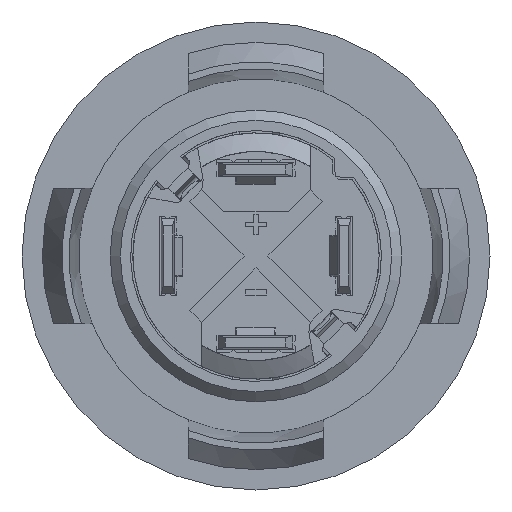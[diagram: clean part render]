
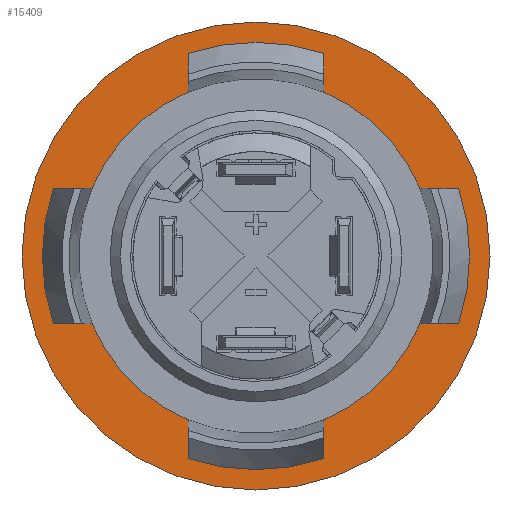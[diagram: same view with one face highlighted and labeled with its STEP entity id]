
A CAD part, front view. The second image highlights one B-rep face of the part: STEP entity #15409.
In plain terms, the highlighted planar face has unit normal (0, -1, 0).
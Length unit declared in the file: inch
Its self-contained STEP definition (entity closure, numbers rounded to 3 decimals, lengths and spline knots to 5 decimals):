
#355=FACE_BOUND('',#5084,.T.);
#682=LINE('',#23802,#2247);
#683=LINE('',#23805,#2248);
#684=LINE('',#23807,#2249);
#685=LINE('',#23810,#2250);
#686=LINE('',#23812,#2251);
#687=LINE('',#23816,#2252);
#688=LINE('',#23820,#2253);
#689=LINE('',#23823,#2254);
#2247=VECTOR('',#18444,0.0307);
#2248=VECTOR('',#18447,0.0307);
#2249=VECTOR('',#18448,0.0307);
#2250=VECTOR('',#18451,0.0307);
#2251=VECTOR('',#18452,0.0307);
#2252=VECTOR('',#18455,0.0307);
#2253=VECTOR('',#18458,0.0307);
#2254=VECTOR('',#18461,0.0307);
#3605=PLANE('',#16437);
#4284=FACE_OUTER_BOUND('',#5083,.T.);
#5083=EDGE_LOOP('',(#10847));
#5084=EDGE_LOOP('',(#10848,#10849,#10850,#10851,#10852,#10853,#10854,#10855,
#10856,#10857,#10858,#10859,#10860,#10861,#10862,#10863));
#5927=CIRCLE('',#16372,0.29);
#5936=CIRCLE('',#16387,0.29);
#5944=CIRCLE('',#16401,0.29);
#5972=CIRCLE('',#16438,0.345);
#5973=CIRCLE('',#16439,0.2614);
#5974=CIRCLE('',#16440,0.2614);
#5975=CIRCLE('',#16441,0.2614);
#5976=CIRCLE('',#16442,0.29);
#5977=CIRCLE('',#16443,0.2614);
#6586=VERTEX_POINT('',#23588);
#6587=VERTEX_POINT('',#23590);
#6600=VERTEX_POINT('',#23641);
#6601=VERTEX_POINT('',#23643);
#6614=VERTEX_POINT('',#23694);
#6615=VERTEX_POINT('',#23696);
#6657=VERTEX_POINT('',#23799);
#6658=VERTEX_POINT('',#23801);
#6659=VERTEX_POINT('',#23803);
#6660=VERTEX_POINT('',#23806);
#6661=VERTEX_POINT('',#23808);
#6662=VERTEX_POINT('',#23811);
#6663=VERTEX_POINT('',#23813);
#6664=VERTEX_POINT('',#23815);
#6665=VERTEX_POINT('',#23817);
#6666=VERTEX_POINT('',#23819);
#6667=VERTEX_POINT('',#23821);
#8160=EDGE_CURVE('',#6587,#6586,#5927,.T.);
#8179=EDGE_CURVE('',#6601,#6600,#5936,.T.);
#8197=EDGE_CURVE('',#6614,#6615,#5944,.T.);
#8249=EDGE_CURVE('',#6657,#6657,#5972,.F.);
#8250=EDGE_CURVE('',#6658,#6614,#682,.T.);
#8251=EDGE_CURVE('',#6659,#6658,#5973,.T.);
#8252=EDGE_CURVE('',#6586,#6659,#683,.T.);
#8253=EDGE_CURVE('',#6660,#6587,#684,.T.);
#8254=EDGE_CURVE('',#6661,#6660,#5974,.T.);
#8255=EDGE_CURVE('',#6600,#6661,#685,.T.);
#8256=EDGE_CURVE('',#6662,#6601,#686,.T.);
#8257=EDGE_CURVE('',#6663,#6662,#5975,.T.);
#8258=EDGE_CURVE('',#6664,#6663,#687,.T.);
#8259=EDGE_CURVE('',#6665,#6664,#5976,.T.);
#8260=EDGE_CURVE('',#6666,#6665,#688,.T.);
#8261=EDGE_CURVE('',#6667,#6666,#5977,.T.);
#8262=EDGE_CURVE('',#6615,#6667,#689,.T.);
#10847=ORIENTED_EDGE('',*,*,#8249,.F.);
#10848=ORIENTED_EDGE('',*,*,#8197,.F.);
#10849=ORIENTED_EDGE('',*,*,#8250,.F.);
#10850=ORIENTED_EDGE('',*,*,#8251,.F.);
#10851=ORIENTED_EDGE('',*,*,#8252,.F.);
#10852=ORIENTED_EDGE('',*,*,#8160,.F.);
#10853=ORIENTED_EDGE('',*,*,#8253,.F.);
#10854=ORIENTED_EDGE('',*,*,#8254,.F.);
#10855=ORIENTED_EDGE('',*,*,#8255,.F.);
#10856=ORIENTED_EDGE('',*,*,#8179,.F.);
#10857=ORIENTED_EDGE('',*,*,#8256,.F.);
#10858=ORIENTED_EDGE('',*,*,#8257,.F.);
#10859=ORIENTED_EDGE('',*,*,#8258,.F.);
#10860=ORIENTED_EDGE('',*,*,#8259,.F.);
#10861=ORIENTED_EDGE('',*,*,#8260,.F.);
#10862=ORIENTED_EDGE('',*,*,#8261,.F.);
#10863=ORIENTED_EDGE('',*,*,#8262,.F.);
#15409=ADVANCED_FACE('',(#4284,#355),#3605,.T.);
#16372=AXIS2_PLACEMENT_3D('',#23592,#18278,#18279);
#16387=AXIS2_PLACEMENT_3D('',#23645,#18312,#18313);
#16401=AXIS2_PLACEMENT_3D('',#23697,#18344,#18345);
#16437=AXIS2_PLACEMENT_3D('',#23798,#18440,#18441);
#16438=AXIS2_PLACEMENT_3D('',#23800,#18442,#18443);
#16439=AXIS2_PLACEMENT_3D('',#23804,#18445,#18446);
#16440=AXIS2_PLACEMENT_3D('',#23809,#18449,#18450);
#16441=AXIS2_PLACEMENT_3D('',#23814,#18453,#18454);
#16442=AXIS2_PLACEMENT_3D('',#23818,#18456,#18457);
#16443=AXIS2_PLACEMENT_3D('',#23822,#18459,#18460);
#18278=DIRECTION('center_axis',(0.,-1.,0.));
#18279=DIRECTION('ref_axis',(1.,0.,0.));
#18312=DIRECTION('center_axis',(0.,-1.,0.));
#18313=DIRECTION('ref_axis',(1.,0.,0.));
#18344=DIRECTION('center_axis',(0.,-1.,0.));
#18345=DIRECTION('ref_axis',(1.,0.,0.));
#18440=DIRECTION('center_axis',(0.,-1.,0.));
#18441=DIRECTION('ref_axis',(0.,0.,-1.));
#18442=DIRECTION('center_axis',(0.,-1.,0.));
#18443=DIRECTION('ref_axis',(1.,0.,0.));
#18444=DIRECTION('',(1.,0.,0.));
#18445=DIRECTION('center_axis',(0.,-1.,0.));
#18446=DIRECTION('ref_axis',(1.,0.,0.));
#18447=DIRECTION('',(0.,0.,1.));
#18448=DIRECTION('',(0.,0.,-1.));
#18449=DIRECTION('center_axis',(0.,-1.,0.));
#18450=DIRECTION('ref_axis',(1.,0.,0.));
#18451=DIRECTION('',(1.,0.,0.));
#18452=DIRECTION('',(-1.,0.,0.));
#18453=DIRECTION('center_axis',(0.,-1.,0.));
#18454=DIRECTION('ref_axis',(1.,0.,0.));
#18455=DIRECTION('',(0.,0.,-1.));
#18456=DIRECTION('center_axis',(0.,-1.,0.));
#18457=DIRECTION('ref_axis',(1.,0.,0.));
#18458=DIRECTION('',(0.,0.,1.));
#18459=DIRECTION('center_axis',(0.,-1.,0.));
#18460=DIRECTION('ref_axis',(1.,0.,0.));
#18461=DIRECTION('',(-1.,0.,0.));
#23588=CARTESIAN_POINT('',(-3.23067,1.43224,-0.2729));
#23590=CARTESIAN_POINT('',(-3.43067,1.43224,-0.2729));
#23592=CARTESIAN_POINT('Origin',(-3.33067,1.43224,-0.00068));
#23641=CARTESIAN_POINT('',(-3.60289,1.43224,-0.10068));
#23643=CARTESIAN_POINT('',(-3.60289,1.43224,0.09932));
#23645=CARTESIAN_POINT('Origin',(-3.33067,1.43224,-0.00068));
#23694=CARTESIAN_POINT('',(-3.05846,1.43224,-0.10068));
#23696=CARTESIAN_POINT('',(-3.05846,1.43224,0.09932));
#23697=CARTESIAN_POINT('Origin',(-3.33067,1.43224,-0.00068));
#23798=CARTESIAN_POINT('Origin',(-2.98567,1.43224,-0.34568));
#23799=CARTESIAN_POINT('',(-3.33067,1.43224,0.34432));
#23800=CARTESIAN_POINT('Origin',(-3.33067,1.43224,-0.00068));
#23801=CARTESIAN_POINT('',(-3.08916,1.43224,-0.10068));
#23802=CARTESIAN_POINT('',(-3.08916,1.43224,-0.10068));
#23803=CARTESIAN_POINT('',(-3.23067,1.43224,-0.2422));
#23804=CARTESIAN_POINT('Origin',(-3.33067,1.43224,-0.00068));
#23805=CARTESIAN_POINT('',(-3.23067,1.43224,-0.2729));
#23806=CARTESIAN_POINT('',(-3.43067,1.43224,-0.2422));
#23807=CARTESIAN_POINT('',(-3.43067,1.43224,-0.2422));
#23808=CARTESIAN_POINT('',(-3.57219,1.43224,-0.10068));
#23809=CARTESIAN_POINT('Origin',(-3.33067,1.43224,-0.00068));
#23810=CARTESIAN_POINT('',(-3.60289,1.43224,-0.10068));
#23811=CARTESIAN_POINT('',(-3.57219,1.43224,0.09932));
#23812=CARTESIAN_POINT('',(-3.57219,1.43224,0.09932));
#23813=CARTESIAN_POINT('',(-3.43067,1.43224,0.24083));
#23814=CARTESIAN_POINT('Origin',(-3.33067,1.43224,-0.00068));
#23815=CARTESIAN_POINT('',(-3.43067,1.43224,0.27153));
#23816=CARTESIAN_POINT('',(-3.43067,1.43224,0.27153));
#23817=CARTESIAN_POINT('',(-3.23067,1.43224,0.27153));
#23818=CARTESIAN_POINT('Origin',(-3.33067,1.43224,-0.00068));
#23819=CARTESIAN_POINT('',(-3.23067,1.43224,0.24083));
#23820=CARTESIAN_POINT('',(-3.23067,1.43224,0.24083));
#23821=CARTESIAN_POINT('',(-3.08916,1.43224,0.09932));
#23822=CARTESIAN_POINT('Origin',(-3.33067,1.43224,-0.00068));
#23823=CARTESIAN_POINT('',(-3.05846,1.43224,0.09932));
